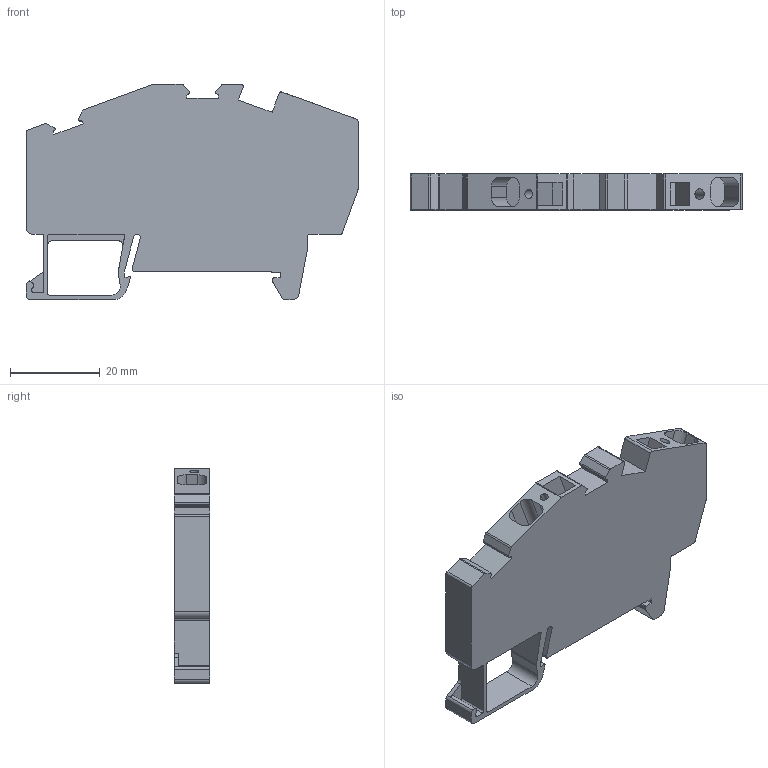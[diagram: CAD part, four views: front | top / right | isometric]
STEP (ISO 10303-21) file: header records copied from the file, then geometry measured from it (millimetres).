
FILE_DESCRIPTION( ( 'Unknown' ), '1' );
FILE_NAME( 'AS6.stp', 'Unknown', ( 'Unknown' ), ( 'Unknown' ), 'PSStep 14.0', 'Unknown', ' ' );
FILE_SCHEMA( ( 'AUTOMOTIVE_DESIGN { 1 0 10303 214 1 1 1 1 }' ) );
Length unit declared in the file: millimetre
Products named in the file (1): 1
Bounding box: 74 x 8 x 48 mm (x, y, z)
Volume: 19129.9 mm3; surface area: 8853.8 mm2
Topology: 1 solids, 1 shells, 148 faces, 422 edges, 281 vertices
Faces by surface type: plane 82, cylinder 55, extrusion 11
Entity records: 6084 total; most frequent: DIRECTION 864, CARTESIAN_POINT 851, ORIENTED_EDGE 842, EDGE_CURVE 421, VECTOR 298, LINE 287, AXIS2_PLACEMENT_3D 283, VERTEX_POINT 281
